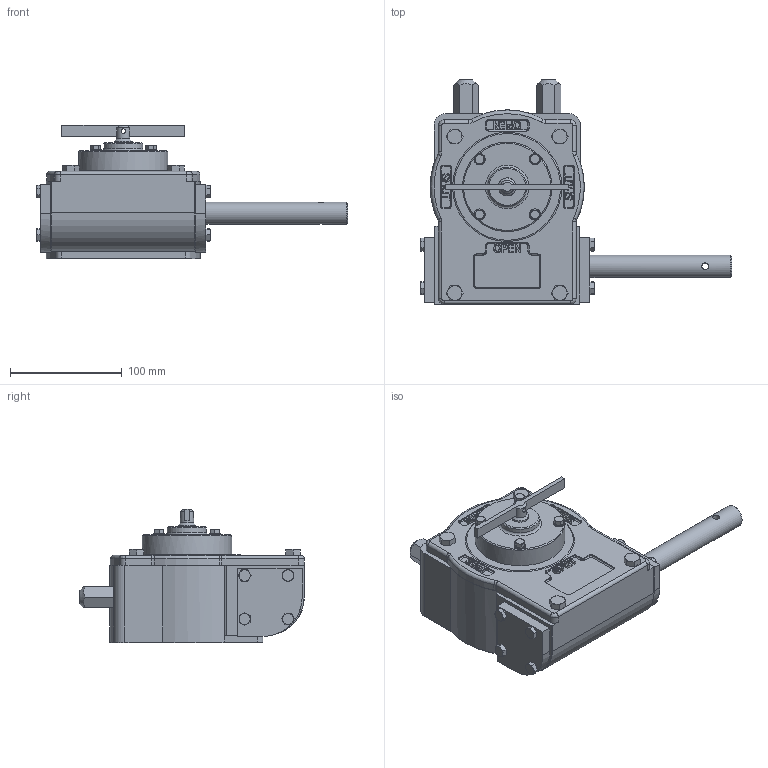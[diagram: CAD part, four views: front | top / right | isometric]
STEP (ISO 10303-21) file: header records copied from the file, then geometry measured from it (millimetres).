
FILE_DESCRIPTION( ( 'Unknown' ), '1' );
FILE_NAME( 'AB550CS LH.stp', 'Unknown', ( 'Unknown' ), ( 'Unknown' ), 'PSStep 15.0.49', 'Unknown', ' ' );
FILE_SCHEMA( ( 'AUTOMOTIVE_DESIGN { 1 0 10303 214 1 1 1 1 }' ) );
Length unit declared in the file: millimetre
Products named in the file (1): 10BZ1000C0M00
Bounding box: 279 x 201 x 119 mm (x, y, z)
Volume: 1373725 mm3; surface area: 248440.3 mm2
Topology: 1 solids, 30 shells, 1354 faces, 3480 edges, 2217 vertices
Faces by surface type: plane 555, cylinder 333, cone 237, torus 151, bspline 38, extrusion 26, sphere 14
Full cylindrical faces by diameter (mm): 3 x1, 3.242 x4, 4 x1, 5 x10, 5.6 x3, 6 x13, 6.647 x8, 7 x8, 8 x4, 8.376 x4, 9 x4, 10 x5, 10.106 x6, 12 x1, 16 x2, 16.2 x3, 20 x3, 20.5 x2, 24 x3, 25.2 x1, 35 x1, 57.15 x2, 59 x2, 60 x4, 61 x1, 68 x1, 80 x1
Entity records: 58723 total; most frequent: CARTESIAN_POINT 17476, ORIENTED_EDGE 6432, DIRECTION 5922, EDGE_CURVE 3216, AXIS2_PLACEMENT_3D 2428, VERTEX_POINT 2133, EDGE_LOOP 1599, FACE_OUTER_BOUND 1463
